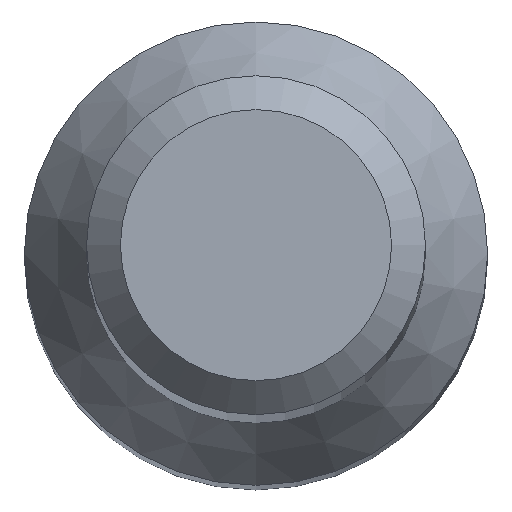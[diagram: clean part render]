
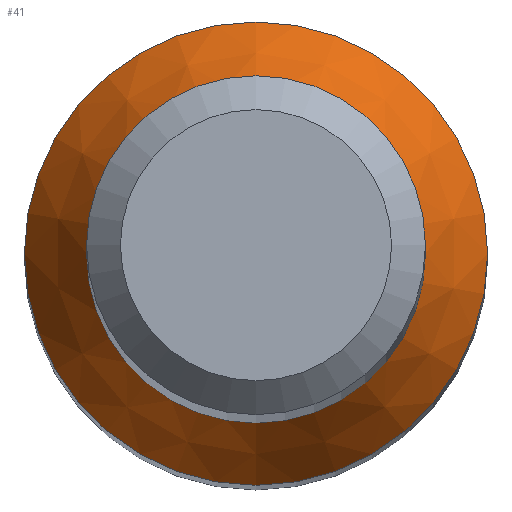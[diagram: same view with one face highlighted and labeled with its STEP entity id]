
A CAD part, top view. The second image highlights one B-rep face of the part: STEP entity #41.
In plain terms, the highlighted conical face has half-angle 30 degrees and reference radius 1.25 mm.
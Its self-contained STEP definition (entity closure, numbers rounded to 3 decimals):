
#8 = CARTESIAN_POINT ( 'NONE',  ( 0., 0., 20. ) ) ;
#10 = VERTEX_POINT ( 'NONE', #96 ) ;
#20 = EDGE_CURVE ( 'NONE', #10, #10, #82, .T. ) ;
#23 = AXIS2_PLACEMENT_3D ( 'NONE', #164, #141, #145 ) ;
#27 = DIRECTION ( 'NONE',  ( 0., 0., -1. ) ) ;
#41 = ADVANCED_FACE ( 'NONE', ( #197, #235 ), #237, .T. ) ;
#52 = VERTEX_POINT ( 'NONE', #166 ) ;
#57 = AXIS2_PLACEMENT_3D ( 'NONE', #8, #27, #107 ) ;
#60 = CIRCLE ( 'NONE', #162, 1.25 ) ;
#63 = ORIENTED_EDGE ( 'NONE', *, *, #184, .T. ) ;
#82 = CIRCLE ( 'NONE', #57, 1.709 ) ;
#87 = ORIENTED_EDGE ( 'NONE', *, *, #20, .F. ) ;
#96 = CARTESIAN_POINT ( 'NONE',  ( 0., 1.709, 20. ) ) ;
#105 = EDGE_LOOP ( 'NONE', ( #87 ) ) ;
#107 = DIRECTION ( 'NONE',  ( 0., 1., 0. ) ) ;
#119 = EDGE_LOOP ( 'NONE', ( #63 ) ) ;
#122 = DIRECTION ( 'NONE',  ( 0., 0., -1. ) ) ;
#141 = DIRECTION ( 'NONE',  ( 0., 0., -1. ) ) ;
#145 = DIRECTION ( 'NONE',  ( 0., 1., 0. ) ) ;
#162 = AXIS2_PLACEMENT_3D ( 'NONE', #211, #122, #213 ) ;
#164 = CARTESIAN_POINT ( 'NONE',  ( 0., 0., 20.795 ) ) ;
#166 = CARTESIAN_POINT ( 'NONE',  ( 0., 1.25, 20.795 ) ) ;
#184 = EDGE_CURVE ( 'NONE', #52, #52, #60, .T. ) ;
#197 = FACE_OUTER_BOUND ( 'NONE', #105, .T. ) ;
#211 = CARTESIAN_POINT ( 'NONE',  ( 0., 0., 20.795 ) ) ;
#213 = DIRECTION ( 'NONE',  ( 0., 1., 0. ) ) ;
#235 = FACE_BOUND ( 'NONE', #119, .T. ) ;
#237 = CONICAL_SURFACE ( 'NONE', #23, 1.25, 0.524 ) ;
